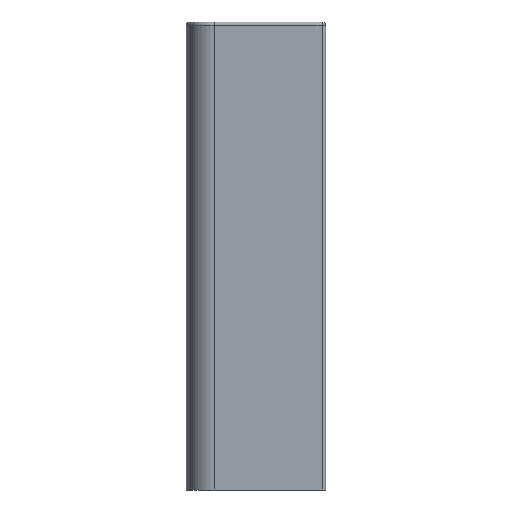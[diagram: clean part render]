
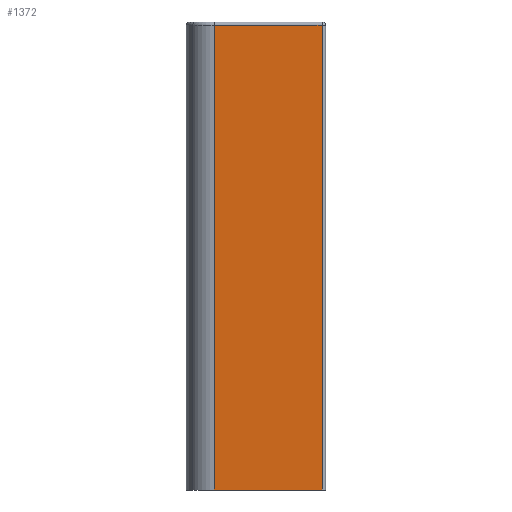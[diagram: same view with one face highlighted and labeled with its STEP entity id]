
A CAD part, left-side view. The second image highlights one B-rep face of the part: STEP entity #1372.
In plain terms, the highlighted face is planar.
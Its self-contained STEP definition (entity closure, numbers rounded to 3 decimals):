
#998=CARTESIAN_POINT('',(-30.908,31.463,5.0));
#999=VERTEX_POINT('',#998);
#1138=CARTESIAN_POINT('',(-17.774,-130.997,5.0));
#1139=VERTEX_POINT('',#1138);
#1147=CARTESIAN_POINT('',(-17.774,-130.997,5.0));
#1148=DIRECTION('',(-0.081,0.997,0.0));
#1149=VECTOR('',#1148,162.99);
#1150=LINE('',#1147,#1149);
#1151=EDGE_CURVE('',#1139,#999,#1150,.T.);
#1163=CARTESIAN_POINT('',(-30.908,31.463,705.0));
#1164=VERTEX_POINT('',#1163);
#1181=CARTESIAN_POINT('',(-30.908,31.463,5.0));
#1182=DIRECTION('',(0.0,0.0,1.0));
#1183=VECTOR('',#1182,700.0);
#1184=LINE('',#1181,#1183);
#1185=EDGE_CURVE('',#999,#1164,#1184,.T.);
#1349=CARTESIAN_POINT('',(-17.774,-130.997,0.0));
#1350=DIRECTION('',(-0.997,-0.081,0.0));
#1351=DIRECTION('',(0.0,0.0,1.0));
#1352=AXIS2_PLACEMENT_3D('',#1349,#1350,#1351);
#1353=PLANE('',#1352);
#1354=ORIENTED_EDGE('',*,*,#1185,.F.);
#1355=ORIENTED_EDGE('',*,*,#1151,.F.);
#1356=CARTESIAN_POINT('',(-17.774,-130.997,705.0));
#1357=VERTEX_POINT('',#1356);
#1358=CARTESIAN_POINT('',(-17.774,-130.997,5.0));
#1359=DIRECTION('',(0.0,0.0,1.0));
#1360=VECTOR('',#1359,700.0);
#1361=LINE('',#1358,#1360);
#1362=EDGE_CURVE('',#1139,#1357,#1361,.T.);
#1363=ORIENTED_EDGE('',*,*,#1362,.T.);
#1364=CARTESIAN_POINT('',(-17.774,-130.997,705.0));
#1365=DIRECTION('',(-0.081,0.997,0.0));
#1366=VECTOR('',#1365,162.99);
#1367=LINE('',#1364,#1366);
#1368=EDGE_CURVE('',#1357,#1164,#1367,.T.);
#1369=ORIENTED_EDGE('',*,*,#1368,.T.);
#1370=EDGE_LOOP('',(#1354,#1355,#1363,#1369));
#1371=FACE_OUTER_BOUND('',#1370,.T.);
#1372=ADVANCED_FACE('',(#1371),#1353,.T.);
